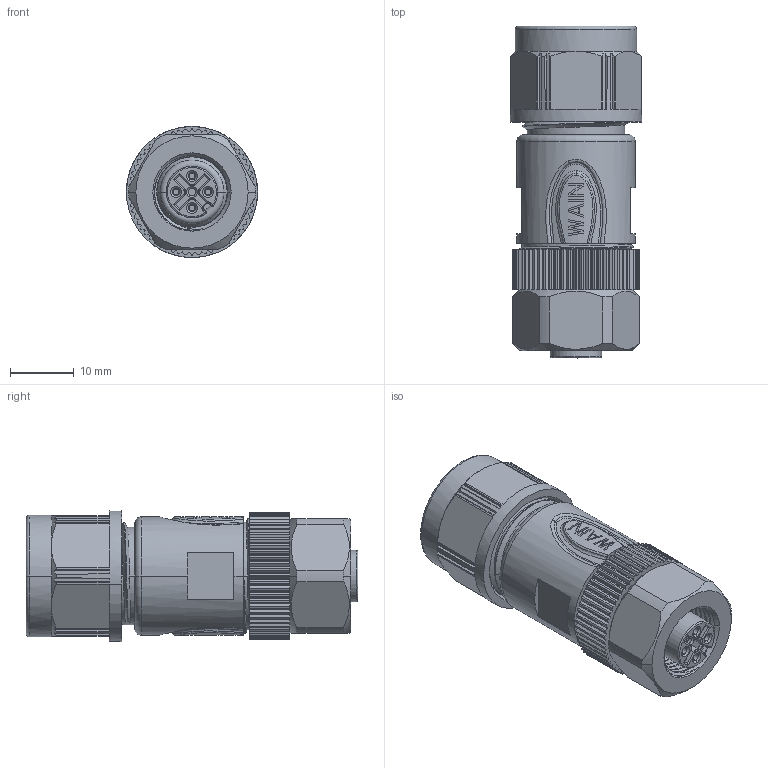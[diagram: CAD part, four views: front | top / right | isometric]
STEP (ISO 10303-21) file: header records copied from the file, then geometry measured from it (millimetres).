
FILE_DESCRIPTION((''),'2;1');
FILE_NAME('3D_1630044213204_M12S-F04A-T-2D','2024-03-18T',('12262'),(''),'PRO/ENGINEER BY PARAMETRIC TECHNOLOGY CORPORATION, 2012480','PRO/ENGINEER BY PARAMETRIC TECHNOLOGY CORPORATION, 2012480','');
FILE_SCHEMA(('CONFIG_CONTROL_DESIGN'));
Products named in the file (1): 3D_1630044213204_M12S-F04A-T-2D
Bounding box: 20.5 x 51.9 x 20.49 mm (x, y, z)
Volume: 12276.7 mm3; surface area: 10465.4 mm2
Topology: 1 solids, 3 shells, 1267 faces, 3806 edges, 2555 vertices
Faces by surface type: plane 586, cylinder 372, cone 183, torus 60, bspline 59, extrusion 5, sphere 2
Entity records: 58935 total; most frequent: CARTESIAN_POINT 25708, ORIENTED_EDGE 7608, DIRECTION 6269, EDGE_CURVE 3804, VERTEX_POINT 2555, AXIS2_PLACEMENT_3D 2373, VECTOR 1523, LINE 1518
